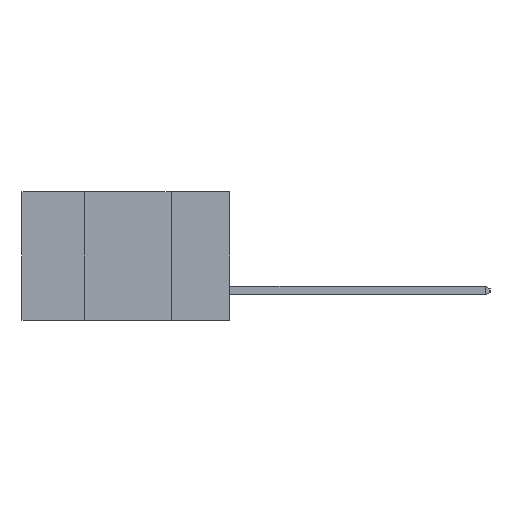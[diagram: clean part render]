
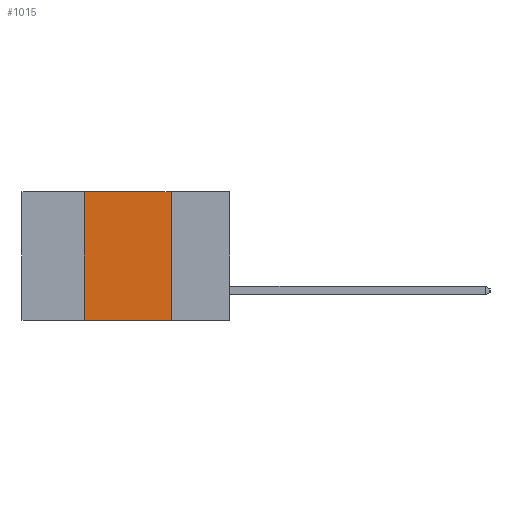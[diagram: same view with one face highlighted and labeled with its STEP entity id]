
A CAD part, left-side view. The second image highlights one B-rep face of the part: STEP entity #1015.
In plain terms, the highlighted planar face has unit normal (-1, 0, 0).
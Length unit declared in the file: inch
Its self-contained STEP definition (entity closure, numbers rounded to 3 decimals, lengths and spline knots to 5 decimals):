
#20 = EDGE_LOOP ( 'NONE', ( #2451, #8638, #6216, #6095 ) ) ;
#288 = VERTEX_POINT ( 'NONE', #482 ) ;
#356 = DIRECTION ( 'NONE',  ( 0., -1., 0. ) ) ;
#418 = CARTESIAN_POINT ( 'NONE',  ( 0., 0.17, -0.37 ) ) ;
#482 = CARTESIAN_POINT ( 'NONE',  ( 0., 0.42, 0. ) ) ;
#513 = LINE ( 'NONE', #1860, #7582 ) ;
#849 = LINE ( 'NONE', #4887, #4433 ) ;
#913 = LINE ( 'NONE', #1925, #7944 ) ;
#1015 = ADVANCED_FACE ( 'NONE', ( #7969 ), #6730, .F. ) ;
#1022 = AXIS2_PLACEMENT_3D ( 'NONE', #1576, #5813, #5639 ) ;
#1416 = VECTOR ( 'NONE', #3804, 39.37008 ) ;
#1576 = CARTESIAN_POINT ( 'NONE',  ( 0., 0.6, 0. ) ) ;
#1723 = EDGE_CURVE ( 'NONE', #4549, #8171, #8532, .T. ) ;
#1800 = VERTEX_POINT ( 'NONE', #8571 ) ;
#1860 = CARTESIAN_POINT ( 'NONE',  ( 0., 0.6, 0. ) ) ;
#1912 = DIRECTION ( 'NONE',  ( 0., 0., 1. ) ) ;
#1925 = CARTESIAN_POINT ( 'NONE',  ( 0., 0.42, -0.37 ) ) ;
#2451 = ORIENTED_EDGE ( 'NONE', *, *, #8272, .F. ) ;
#3321 = CARTESIAN_POINT ( 'NONE',  ( 0., 0.6, -0.37 ) ) ;
#3571 = DIRECTION ( 'NONE',  ( 0., 0., -1. ) ) ;
#3804 = DIRECTION ( 'NONE',  ( 0., -1., 0. ) ) ;
#4433 = VECTOR ( 'NONE', #3571, 39.37008 ) ;
#4549 = VERTEX_POINT ( 'NONE', #7072 ) ;
#4646 = EDGE_CURVE ( 'NONE', #4549, #288, #913, .T. ) ;
#4887 = CARTESIAN_POINT ( 'NONE',  ( 0., 0.17, -0.37 ) ) ;
#5639 = DIRECTION ( 'NONE',  ( 0., 0., -1. ) ) ;
#5813 = DIRECTION ( 'NONE',  ( 1., 0., 0. ) ) ;
#6095 = ORIENTED_EDGE ( 'NONE', *, *, #1723, .T. ) ;
#6216 = ORIENTED_EDGE ( 'NONE', *, *, #4646, .F. ) ;
#6730 = PLANE ( 'NONE',  #1022 ) ;
#7072 = CARTESIAN_POINT ( 'NONE',  ( 0., 0.42, -0.37 ) ) ;
#7582 = VECTOR ( 'NONE', #356, 39.37008 ) ;
#7944 = VECTOR ( 'NONE', #1912, 39.37008 ) ;
#7969 = FACE_OUTER_BOUND ( 'NONE', #20, .T. ) ;
#8119 = EDGE_CURVE ( 'NONE', #288, #1800, #513, .T. ) ;
#8171 = VERTEX_POINT ( 'NONE', #418 ) ;
#8272 = EDGE_CURVE ( 'NONE', #1800, #8171, #849, .T. ) ;
#8532 = LINE ( 'NONE', #3321, #1416 ) ;
#8571 = CARTESIAN_POINT ( 'NONE',  ( 0., 0.17, 0. ) ) ;
#8638 = ORIENTED_EDGE ( 'NONE', *, *, #8119, .F. ) ;
